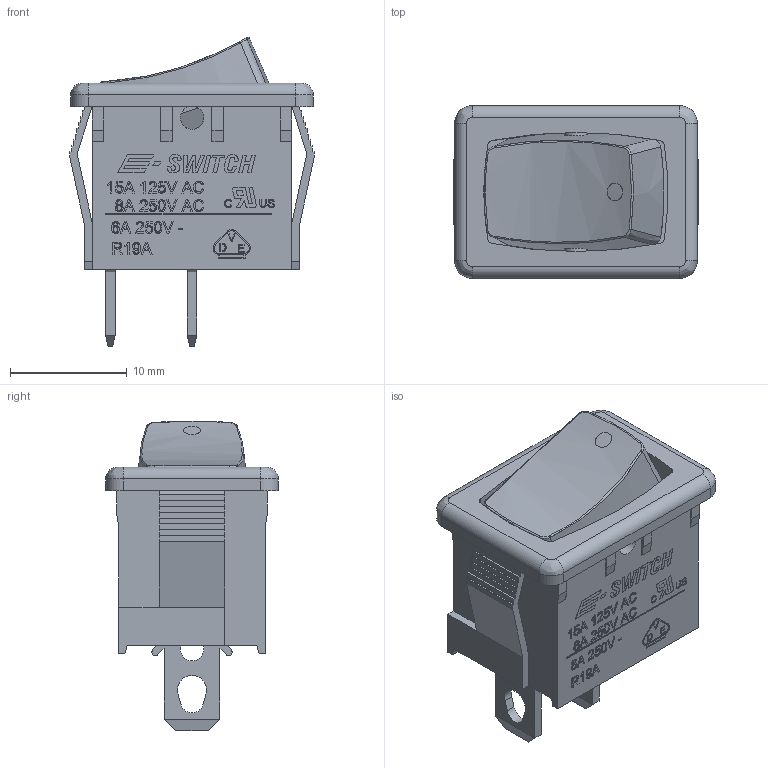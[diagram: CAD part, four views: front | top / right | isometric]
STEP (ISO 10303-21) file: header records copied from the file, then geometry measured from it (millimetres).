
FILE_DESCRIPTION(/* description */ (''),/* implementation_level */ '2;1');
FILE_NAME(/* name */ 'R1966FxxxxxxAF.stp',/* time_stamp */ '2025-11-18T14:49:51-06:00',/* author */ ('mwilliams'),/* organization */ (''),/* preprocessor_version */ 'ST-DEVELOPER v18.1',/* originating_system */ 'Autodesk Inventor 2022',/* authorisation */ '');
FILE_SCHEMA (('AUTOMOTIVE_DESIGN { 1 0 10303 214 3 1 1 }'));
Length unit declared in the file: inch
Products named in the file (1): R1966AxxxxxxAF
Bounding box: 20.94 x 14.8 x 26.56 mm (x, y, z)
Volume: 2251 mm3; surface area: 3271.6 mm2
Topology: 1 solids, 1 shells, 887 faces, 2411 edges, 1592 vertices
Faces by surface type: plane 532, bspline 301, cylinder 50, cone 4
Full cylindrical faces by diameter (mm): 2 x4
Entity records: 30405 total; most frequent: CARTESIAN_POINT 9894, ORIENTED_EDGE 4822, DIRECTION 3107, EDGE_CURVE 2411, LINE 1669, VECTOR 1669, VERTEX_POINT 1592, EDGE_LOOP 977
